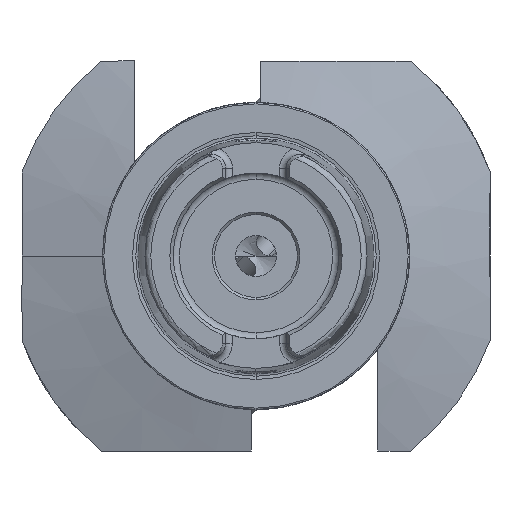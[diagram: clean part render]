
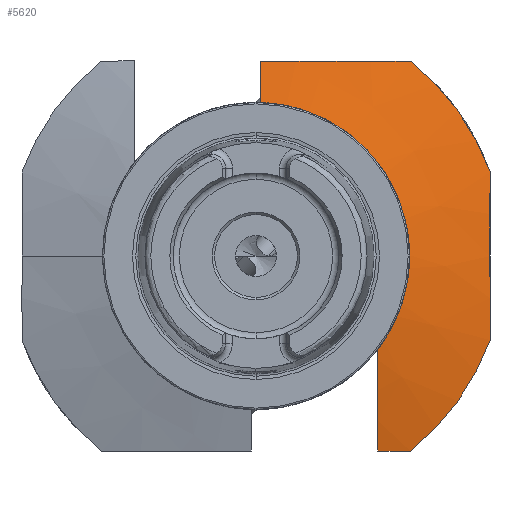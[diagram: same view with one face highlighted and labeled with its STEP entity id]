
A CAD part, left-side view. The second image highlights one B-rep face of the part: STEP entity #5620.
In plain terms, the highlighted conical face has half-angle 75 degrees and reference radius 51 mm.
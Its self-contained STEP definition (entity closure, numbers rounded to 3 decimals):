
#103 = VERTEX_POINT ( 'NONE', #9951 ) ;
#144 = VERTEX_POINT ( 'NONE', #9975 ) ;
#188 = VERTEX_POINT ( 'NONE', #10003 ) ;
#199 = VERTEX_POINT ( 'NONE', #10009 ) ;
#239 = VERTEX_POINT ( 'NONE', #10034 ) ;
#273 = VERTEX_POINT ( 'NONE', #10067 ) ;
#2176 = VERTEX_POINT ( 'NONE', #9720 ) ;
#2252 = VERTEX_POINT ( 'NONE', #9796 ) ;
#3962 = EDGE_CURVE ( 'NONE', #6034, #199, #9451, .T. ) ;
#3963 = EDGE_CURVE ( 'NONE', #199, #144, #9452, .T. ) ;
#3964 = EDGE_CURVE ( 'NONE', #144, #103, #6111, .T. ) ;
#3965 = EDGE_CURVE ( 'NONE', #2176, #103, #9453, .T. ) ;
#3966 = EDGE_CURVE ( 'NONE', #2176, #188, #9454, .T. ) ;
#3967 = EDGE_CURVE ( 'NONE', #188, #239, #9455, .T. ) ;
#3968 = EDGE_CURVE ( 'NONE', #2252, #239, #6130, .T. ) ;
#3969 = EDGE_CURVE ( 'NONE', #2252, #273, #9456, .T. ) ;
#3970 = EDGE_CURVE ( 'NONE', #6034, #273, #6135, .T. ) ;
#4080 = DIRECTION ( 'NONE',  ( 0., 1., 0. ) ) ;
#4083 = DIRECTION ( 'NONE',  ( 1., 0., 0. ) ) ;
#4086 = CARTESIAN_POINT ( 'NONE',  ( 48.699, 0., 0. ) ) ;
#4087 = FACE_OUTER_BOUND ( 'NONE', #5208, .T. ) ;
#4940 = CARTESIAN_POINT ( 'NONE',  ( 48.699, -31.639, 40. ) ) ;
#5208 = EDGE_LOOP ( 'NONE', ( #5396, #5398, #5399, #5400, #5402, #5403, #5404, #5406, #5407 ) ) ;
#5396 = ORIENTED_EDGE ( 'NONE', *, *, #3962, .T. ) ;
#5398 = ORIENTED_EDGE ( 'NONE', *, *, #3963, .T. ) ;
#5399 = ORIENTED_EDGE ( 'NONE', *, *, #3964, .T. ) ;
#5400 = ORIENTED_EDGE ( 'NONE', *, *, #3965, .F. ) ;
#5402 = ORIENTED_EDGE ( 'NONE', *, *, #3966, .T. ) ;
#5403 = ORIENTED_EDGE ( 'NONE', *, *, #3967, .T. ) ;
#5404 = ORIENTED_EDGE ( 'NONE', *, *, #3968, .F. ) ;
#5406 = ORIENTED_EDGE ( 'NONE', *, *, #3969, .T. ) ;
#5407 = ORIENTED_EDGE ( 'NONE', *, *, #3970, .F. ) ;
#5620 = ADVANCED_FACE ( 'NONE', ( #4087 ), #8399, .T. ) ;
#6034 = VERTEX_POINT ( 'NONE', #4940 ) ;
#6111 = CIRCLE ( 'NONE', #6132, 26.741 ) ;
#6130 = CIRCLE ( 'NONE', #6134, 51. ) ;
#6132 = AXIS2_PLACEMENT_3D ( 'NONE', #6927, #6928, #6929 ) ;
#6134 = AXIS2_PLACEMENT_3D ( 'NONE', #6945, #6946, #6947 ) ;
#6135 = CIRCLE ( 'NONE', #8752, 51. ) ;
#6902 = CARTESIAN_POINT ( 'NONE',  ( 48.699, -31.639, 40. ) ) ;
#6903 = CARTESIAN_POINT ( 'NONE',  ( 48.276, -29.093, 40. ) ) ;
#6911 = CARTESIAN_POINT ( 'NONE',  ( 44.569, -1., 35.574 ) ) ;
#6912 = CARTESIAN_POINT ( 'NONE',  ( 42.845, -25., -15. ) ) ;
#6913 = CARTESIAN_POINT ( 'NONE',  ( 47.883, -26.541, 40. ) ) ;
#6914 = CARTESIAN_POINT ( 'NONE',  ( 47.18, -21.439, 40. ) ) ;
#6915 = CARTESIAN_POINT ( 'NONE',  ( 46.869, -18.887, 40. ) ) ;
#6916 = CARTESIAN_POINT ( 'NONE',  ( 46.352, -13.781, 40. ) ) ;
#6917 = CARTESIAN_POINT ( 'NONE',  ( 46.145, -11.227, 40. ) ) ;
#6918 = CARTESIAN_POINT ( 'NONE',  ( 45.855, -6.115, 40. ) ) ;
#6919 = CARTESIAN_POINT ( 'NONE',  ( 45.772, -3.558, 40. ) ) ;
#6920 = CARTESIAN_POINT ( 'NONE',  ( 45.755, -1., 40. ) ) ;
#6921 = CARTESIAN_POINT ( 'NONE',  ( 45.755, -1., 40. ) ) ;
#6922 = CARTESIAN_POINT ( 'NONE',  ( 43.135, -25., -17.099 ) ) ;
#6923 = CARTESIAN_POINT ( 'NONE',  ( 43.384, -1., 31.148 ) ) ;
#6924 = CARTESIAN_POINT ( 'NONE',  ( 42.199, -1., 26.722 ) ) ;
#6925 = CARTESIAN_POINT ( 'NONE',  ( 42.845, -25., -15. ) ) ;
#6926 = CARTESIAN_POINT ( 'NONE',  ( 42.626, -24.047, -15. ) ) ;
#6927 = CARTESIAN_POINT ( 'NONE',  ( 42.199, 0., 0. ) ) ;
#6928 = DIRECTION ( 'NONE',  ( 1., 0., 0. ) ) ;
#6929 = DIRECTION ( 'NONE',  ( 0., -1., 0. ) ) ;
#6930 = CARTESIAN_POINT ( 'NONE',  ( 42.41, -23.093, -15. ) ) ;
#6931 = CARTESIAN_POINT ( 'NONE',  ( 42.199, -22.138, -15. ) ) ;
#6932 = CARTESIAN_POINT ( 'NONE',  ( 47.672, -25., -40. ) ) ;
#6933 = CARTESIAN_POINT ( 'NONE',  ( 47.987, -27.214, -40. ) ) ;
#6934 = CARTESIAN_POINT ( 'NONE',  ( 43.468, -25., -19.192 ) ) ;
#6935 = CARTESIAN_POINT ( 'NONE',  ( 44.194, -25., -23.374 ) ) ;
#6936 = CARTESIAN_POINT ( 'NONE',  ( 44.587, -25., -25.462 ) ) ;
#6937 = CARTESIAN_POINT ( 'NONE',  ( 45.827, -25., -31.711 ) ) ;
#6938 = CARTESIAN_POINT ( 'NONE',  ( 46.732, -25., -35.86 ) ) ;
#6939 = CARTESIAN_POINT ( 'NONE',  ( 47.672, -25., -40. ) ) ;
#6941 = CARTESIAN_POINT ( 'NONE',  ( 48.331, -29.429, -40. ) ) ;
#6942 = CARTESIAN_POINT ( 'NONE',  ( 48.699, -31.639, -40. ) ) ;
#6943 = CARTESIAN_POINT ( 'NONE',  ( 48.569, -48., -15.798 ) ) ;
#6944 = CARTESIAN_POINT ( 'NONE',  ( 48.699, -48., -17.234 ) ) ;
#6945 = CARTESIAN_POINT ( 'NONE',  ( 48.699, 0., 0. ) ) ;
#6946 = DIRECTION ( 'NONE',  ( 1., 0., 0. ) ) ;
#6947 = DIRECTION ( 'NONE',  ( 0., 1., 0. ) ) ;
#6948 = CARTESIAN_POINT ( 'NONE',  ( 48.453, -48., -14.361 ) ) ;
#6949 = CARTESIAN_POINT ( 'NONE',  ( 48.252, -48., -11.481 ) ) ;
#6950 = CARTESIAN_POINT ( 'NONE',  ( 48.168, -48., -10.038 ) ) ;
#6951 = CARTESIAN_POINT ( 'NONE',  ( 47.963, -48., -5.711 ) ) ;
#6952 = CARTESIAN_POINT ( 'NONE',  ( 47.894, -48., -2.831 ) ) ;
#6953 = CARTESIAN_POINT ( 'NONE',  ( 47.896, -48., 2.918 ) ) ;
#6954 = CARTESIAN_POINT ( 'NONE',  ( 47.966, -48., 5.788 ) ) ;
#6955 = CARTESIAN_POINT ( 'NONE',  ( 48.238, -48., 11.518 ) ) ;
#6956 = CARTESIAN_POINT ( 'NONE',  ( 48.44, -48., 14.378 ) ) ;
#6957 = CARTESIAN_POINT ( 'NONE',  ( 48.699, -48., 17.234 ) ) ;
#6961 = CARTESIAN_POINT ( 'NONE',  ( 48.699, 0., 0. ) ) ;
#6962 = DIRECTION ( 'NONE',  ( 1., 0., 0. ) ) ;
#6963 = DIRECTION ( 'NONE',  ( 0., 1., 0. ) ) ;
#8399 = CONICAL_SURFACE ( 'NONE', #8400, 51., 1.309 ) ;
#8400 = AXIS2_PLACEMENT_3D ( 'NONE', #4086, #4083, #4080 ) ;
#8752 = AXIS2_PLACEMENT_3D ( 'NONE', #6961, #6962, #6963 ) ;
#9451 = B_SPLINE_CURVE_WITH_KNOTS ( 'NONE', 3,
 ( #6902, #6903, #6913, #6914, #6915, #6916, #6917, #6918, #6919, #6920 ),
 .UNSPECIFIED., .F., .F.,
 ( 4, 2, 2, 2, 4 ),
 ( 0.049, 0.056, 0.064, 0.072, 0.079 ),
 .UNSPECIFIED. ) ;
#9452 = B_SPLINE_CURVE_WITH_KNOTS ( 'NONE', 3,
 ( #6921, #6911, #6923, #6924 ),
 .UNSPECIFIED., .F., .F.,
 ( 4, 4 ),
 ( 0.018, 0.032 ),
 .UNSPECIFIED. ) ;
#9453 = B_SPLINE_CURVE_WITH_KNOTS ( 'NONE', 3,
 ( #6925, #6926, #6930, #6931 ),
 .UNSPECIFIED., .F., .F.,
 ( 4, 4 ),
 ( 0.017, 0.019 ),
 .UNSPECIFIED. ) ;
#9454 = B_SPLINE_CURVE_WITH_KNOTS ( 'NONE', 3,
 ( #6912, #6922, #6934, #6935, #6936, #6937, #6938, #6939 ),
 .UNSPECIFIED., .F., .F.,
 ( 4, 2, 2, 4 ),
 ( 0.016, 0.022, 0.028, 0.041 ),
 .UNSPECIFIED. ) ;
#9455 = B_SPLINE_CURVE_WITH_KNOTS ( 'NONE', 3,
 ( #6932, #6933, #6941, #6942 ),
 .UNSPECIFIED., .F., .F.,
 ( 4, 4 ),
 ( 0.222, 0.228 ),
 .UNSPECIFIED. ) ;
#9456 = B_SPLINE_CURVE_WITH_KNOTS ( 'NONE', 3,
 ( #6944, #6943, #6948, #6949, #6950, #6951, #6952, #6953, #6954, #6955, #6956, #6957 ),
 .UNSPECIFIED., .F., .F.,
 ( 4, 2, 2, 2, 2, 4 ),
 ( 0.043, 0.047, 0.051, 0.06, 0.069, 0.077 ),
 .UNSPECIFIED. ) ;
#9720 = CARTESIAN_POINT ( 'NONE',  ( 42.845, -25., -15. ) ) ;
#9796 = CARTESIAN_POINT ( 'NONE',  ( 48.699, -48., -17.234 ) ) ;
#9951 = CARTESIAN_POINT ( 'NONE',  ( 42.199, -22.138, -15. ) ) ;
#9975 = CARTESIAN_POINT ( 'NONE',  ( 42.199, -1., 26.722 ) ) ;
#10003 = CARTESIAN_POINT ( 'NONE',  ( 47.672, -25., -40. ) ) ;
#10009 = CARTESIAN_POINT ( 'NONE',  ( 45.755, -1., 40. ) ) ;
#10034 = CARTESIAN_POINT ( 'NONE',  ( 48.699, -31.639, -40. ) ) ;
#10067 = CARTESIAN_POINT ( 'NONE',  ( 48.699, -48., 17.234 ) ) ;
